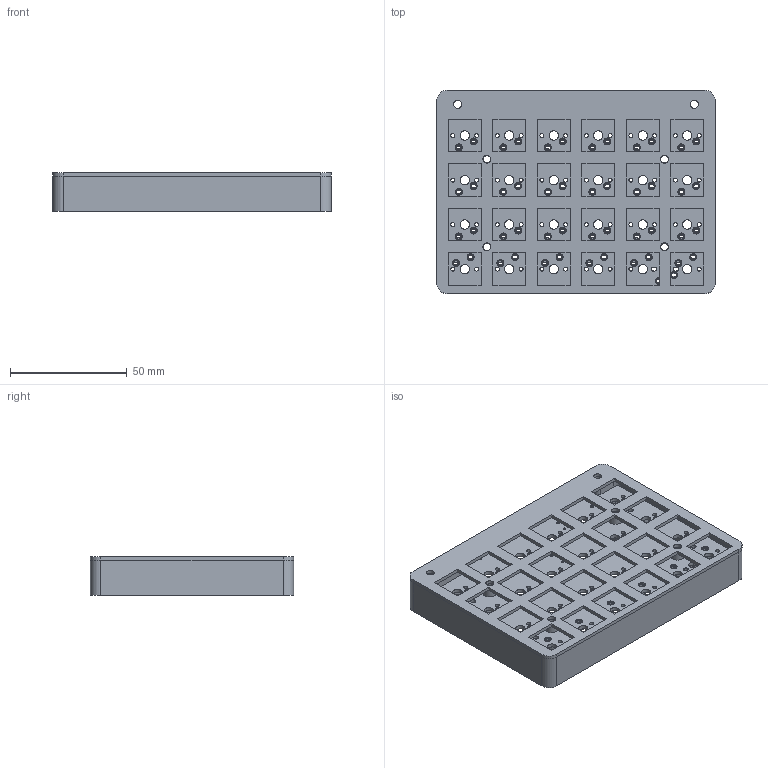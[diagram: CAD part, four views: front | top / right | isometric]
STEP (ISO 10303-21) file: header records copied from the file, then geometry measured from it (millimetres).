
FILE_DESCRIPTION(/* description */ (''),/* implementation_level */ '2;1');
FILE_NAME(/* name */ 'Case-left.step',/* time_stamp */ '2019-02-25T01:28:11+01:00',/* author */ ('mikkeljep'),/* organization */ (''),/* preprocessor_version */ 'ST-DEVELOPER v17.2',/* originating_system */ 'Autodesk Translation Framework v7.6.0.251',/* authorisation */ '');
FILE_SCHEMA (('AUTOMOTIVE_DESIGN { 1 0 10303 214 3 1 1 }'));
Length unit declared in the file: millimetre
Products named in the file (28): Case-left; vitamins_included_left; CUI_SJ-43514-SMT-TR; SOLID; WS2812_RGB_LED_updated; SOLID (2); QFN-44-1EP_7x7mm_P0.5mm_EP5.15x5; SOLID (7); D_SMA; SOLID (8); SOT-23; SOLID (5); R_0603_1608Metric; SOLID (6); SW_SPST_FSMSM; COMPOUND; Crystal_SMD_3225-4Pin_3.2x2; SOLID (9); LED_0603_1608Metric_Castellated; SOLID (10); UTC016; SHELL; C_0603_1608Metric; SOLID (1); KailhMXsocket; SOLID (3); SOLID (4); COMPOUND (1)
Assembly tree (84 placements, depth 4):
  Case-left
    vitamins_included_left
      CUI_SJ-43514-SMT-TR
        SOLID
      C_0603_1608Metric  x10
        SOLID (1)
      WS2812_RGB_LED_updated  x6
        SOLID (2)
      KailhMXsocket  x25
        SOLID (3)
        SOLID (4)
      SOT-23  x12
        SOLID (5)
      R_0603_1608Metric  x9
        SOLID (6)
      QFN-44-1EP_7x7mm_P0.5mm_EP5.15x5
        SOLID (7)
      D_SMA
        SOLID (8)
      SW_SPST_FSMSM
        COMPOUND
      Crystal_SMD_3225-4Pin_3.2x2
        SOLID (9)
      LED_0603_1608Metric_Castellated
        SOLID (10)
      UTC016
        SHELL
      COMPOUND (1)
Bounding box: 119.25 x 87 x 16.6 mm (x, y, z)
Volume: 50898 mm3; surface area: 61781.4 mm2
Topology: 102 solids, 104 shells, 4887 faces, 13259 edges, 8612 vertices
Faces by surface type: plane 3624, cylinder 1173, cone 60, sphere 16, bspline 12, torus 2
Full cylindrical faces by diameter (mm): 0.5 x3, 0.6 x2, 0.991 x3, 1 x4, 1.146 x6, 1.5 x2, 1.7 x48, 2.2 x8, 2.9 x50, 3 x50, 3.2 x12, 3.4 x8, 4 x25, 6.142 x4, 10 x1
Entity records: 54129 total; most frequent: CARTESIAN_POINT 10347, ORIENTED_EDGE 8770, DIRECTION 8729, EDGE_CURVE 4386, LINE 3119, VECTOR 3119, VERTEX_POINT 2975, AXIS2_PLACEMENT_3D 2805
